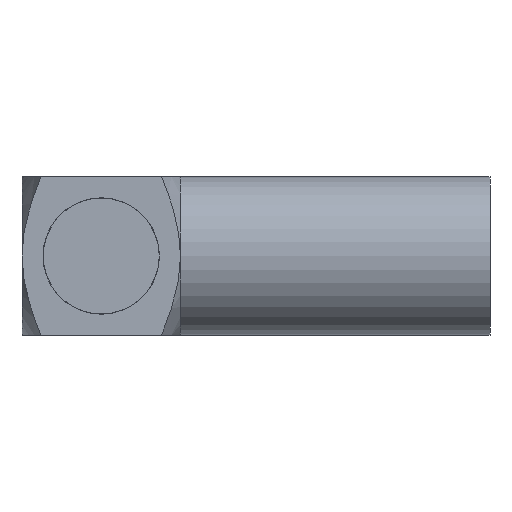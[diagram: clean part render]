
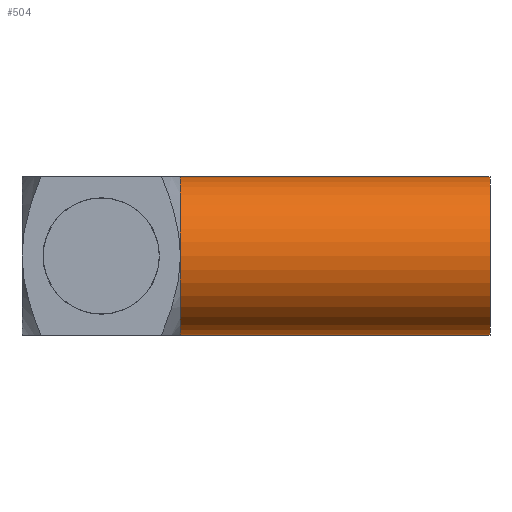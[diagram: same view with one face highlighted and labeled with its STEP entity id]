
A CAD part, front view. The second image highlights one B-rep face of the part: STEP entity #504.
In plain terms, the highlighted cylindrical face has radius 3.25 mm (diameter 6.5 mm), a full revolution.
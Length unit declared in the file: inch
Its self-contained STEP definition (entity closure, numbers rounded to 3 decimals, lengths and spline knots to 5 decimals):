
#200 = VERTEX_POINT ( 'NONE', #4707 ) ;
#281 = DIRECTION ( 'NONE',  ( 0., 0., -1. ) ) ;
#363 = DIRECTION ( 'NONE',  ( 1., 0., 0. ) ) ;
#504 = ADVANCED_FACE ( 'NONE', ( #2262, #3013 ), #5704, .T. ) ;
#896 = CARTESIAN_POINT ( 'NONE',  ( 0.628, 0., 0. ) ) ;
#897 = DIRECTION ( 'NONE',  ( -1., 0., 0. ) ) ;
#962 = EDGE_CURVE ( 'NONE', #2471, #2471, #2696, .T. ) ;
#1082 = EDGE_CURVE ( 'NONE', #200, #200, #5838, .T. ) ;
#1289 = AXIS2_PLACEMENT_3D ( 'NONE', #5084, #363, #281 ) ;
#2203 = EDGE_LOOP ( 'NONE', ( #4816 ) ) ;
#2262 = FACE_OUTER_BOUND ( 'NONE', #2203, .T. ) ;
#2303 = ORIENTED_EDGE ( 'NONE', *, *, #962, .T. ) ;
#2471 = VERTEX_POINT ( 'NONE', #3366 ) ;
#2696 = CIRCLE ( 'NONE', #1289, 0.12795 ) ;
#3013 = FACE_OUTER_BOUND ( 'NONE', #4532, .T. ) ;
#3366 = CARTESIAN_POINT ( 'NONE',  ( 0.128, 0., -0.12795 ) ) ;
#3821 = DIRECTION ( 'NONE',  ( 1., 0., 0. ) ) ;
#4116 = AXIS2_PLACEMENT_3D ( 'NONE', #4257, #897, #4733 ) ;
#4257 = CARTESIAN_POINT ( 'NONE',  ( 0.628, 0., 0. ) ) ;
#4400 = AXIS2_PLACEMENT_3D ( 'NONE', #896, #3821, #5223 ) ;
#4532 = EDGE_LOOP ( 'NONE', ( #2303 ) ) ;
#4707 = CARTESIAN_POINT ( 'NONE',  ( 0.628, 0., -0.12795 ) ) ;
#4733 = DIRECTION ( 'NONE',  ( 0., 0., 1. ) ) ;
#4816 = ORIENTED_EDGE ( 'NONE', *, *, #1082, .F. ) ;
#5084 = CARTESIAN_POINT ( 'NONE',  ( 0.128, 0., 0. ) ) ;
#5223 = DIRECTION ( 'NONE',  ( 0., 0., -1. ) ) ;
#5704 = CYLINDRICAL_SURFACE ( 'NONE', #4116, 0.12795 ) ;
#5838 = CIRCLE ( 'NONE', #4400, 0.12795 ) ;
